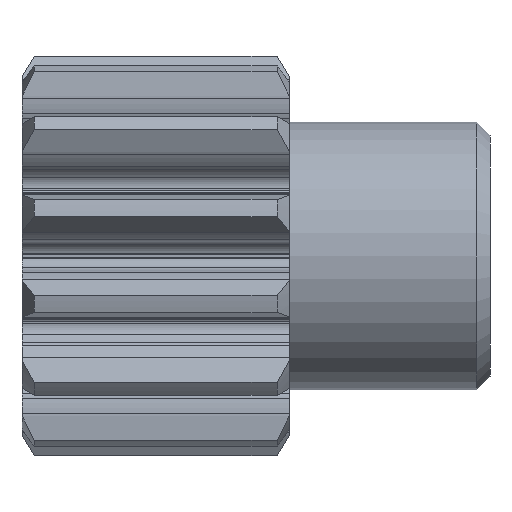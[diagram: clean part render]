
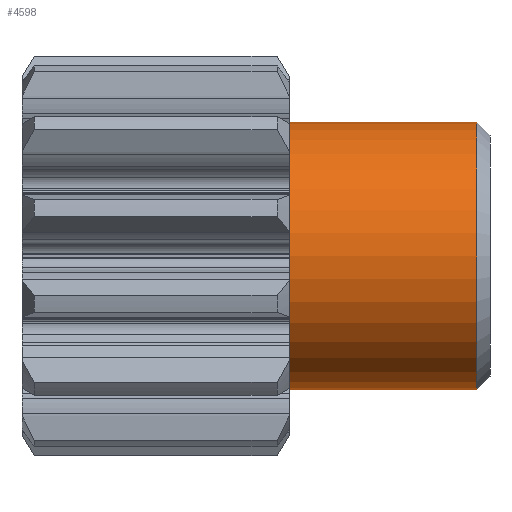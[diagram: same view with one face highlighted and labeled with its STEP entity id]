
A CAD part, front view. The second image highlights one B-rep face of the part: STEP entity #4598.
In plain terms, the highlighted cylindrical face has radius 10 mm (diameter 20 mm), a partial arc.
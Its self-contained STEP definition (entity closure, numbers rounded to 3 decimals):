
#2814=CARTESIAN_POINT('',(20.,0.,10.));
#2815=VERTEX_POINT('',#2814);
#2816=CARTESIAN_POINT('',(20.,-0.,-10.));
#2817=VERTEX_POINT('',#2816);
#2818=CARTESIAN_POINT('',(20.,0.,0.));
#2819=DIRECTION('',(1.,0.,0.));
#2820=DIRECTION('',(0.,0.,-1.));
#2821=AXIS2_PLACEMENT_3D('',#2818,#2819,#2820);
#2822=CIRCLE('',#2821,10.);
#2823=EDGE_CURVE('',#2815,#2817,#2822,.T.);
#4567=CARTESIAN_POINT('',(35.,0.,0.));
#4568=DIRECTION('',(1.,0.,0.));
#4569=DIRECTION('',(0.,0.,-1.));
#4570=AXIS2_PLACEMENT_3D('',#4567,#4568,#4569);
#4571=CYLINDRICAL_SURFACE('',#4570,10.);
#4572=CARTESIAN_POINT('',(34.,0.,10.));
#4573=VERTEX_POINT('',#4572);
#4574=CARTESIAN_POINT('',(34.,0.,10.));
#4575=DIRECTION('',(-1.,-0.,0.));
#4576=VECTOR('',#4575,14.);
#4577=LINE('',#4574,#4576);
#4578=EDGE_CURVE('',#4573,#2815,#4577,.T.);
#4579=ORIENTED_EDGE('',*,*,#4578,.T.);
#4580=ORIENTED_EDGE('',*,*,#2823,.T.);
#4581=CARTESIAN_POINT('',(34.,-0.,-10.));
#4582=VERTEX_POINT('',#4581);
#4583=CARTESIAN_POINT('',(34.,0.,-10.));
#4584=DIRECTION('',(-1.,-0.,0.));
#4585=VECTOR('',#4584,14.);
#4586=LINE('',#4583,#4585);
#4587=EDGE_CURVE('',#4582,#2817,#4586,.T.);
#4588=ORIENTED_EDGE('',*,*,#4587,.F.);
#4589=CARTESIAN_POINT('',(34.,0.,0.));
#4590=DIRECTION('',(1.,0.,0.));
#4591=DIRECTION('',(0.,0.,-1.));
#4592=AXIS2_PLACEMENT_3D('',#4589,#4590,#4591);
#4593=CIRCLE('',#4592,10.);
#4594=EDGE_CURVE('',#4573,#4582,#4593,.T.);
#4595=ORIENTED_EDGE('',*,*,#4594,.F.);
#4596=EDGE_LOOP('',(#4579,#4580,#4588,#4595));
#4597=FACE_BOUND('',#4596,.T.);
#4598=ADVANCED_FACE('',(#4597),#4571,.T.);
